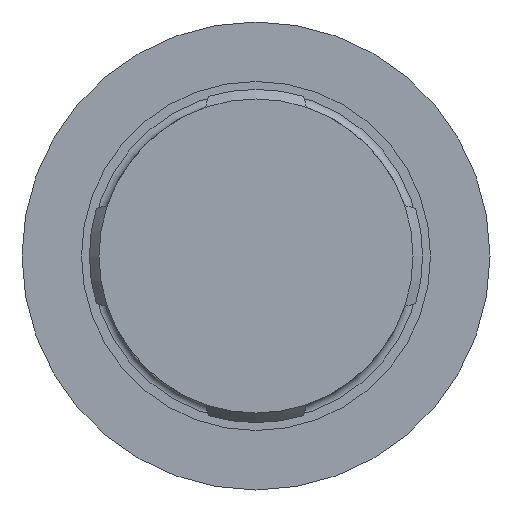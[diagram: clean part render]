
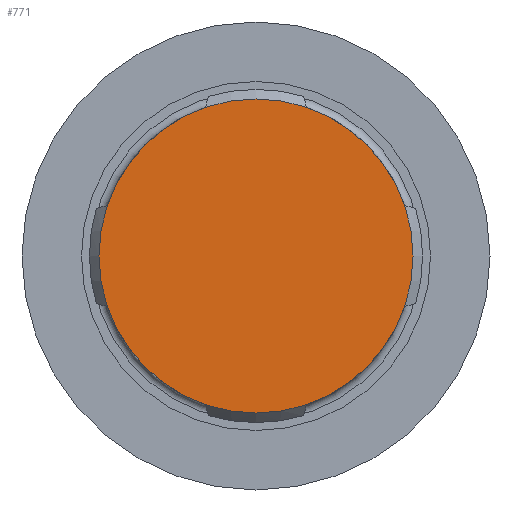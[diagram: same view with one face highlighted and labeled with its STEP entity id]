
A CAD part, front view. The second image highlights one B-rep face of the part: STEP entity #771.
In plain terms, the highlighted face is planar.
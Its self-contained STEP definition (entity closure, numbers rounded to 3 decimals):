
#62=CIRCLE('',#812,9.9);
#63=CIRCLE('',#814,9.9);
#64=CIRCLE('',#816,9.9);
#65=CIRCLE('',#818,9.9);
#77=CIRCLE('',#841,9.9);
#78=CIRCLE('',#842,9.9);
#79=CIRCLE('',#843,9.9);
#80=CIRCLE('',#844,9.9);
#169=ORIENTED_EDGE('',*,*,#268,.T.);
#170=ORIENTED_EDGE('',*,*,#249,.T.);
#171=ORIENTED_EDGE('',*,*,#277,.T.);
#172=ORIENTED_EDGE('',*,*,#246,.T.);
#173=ORIENTED_EDGE('',*,*,#274,.T.);
#174=ORIENTED_EDGE('',*,*,#254,.T.);
#175=ORIENTED_EDGE('',*,*,#271,.T.);
#176=ORIENTED_EDGE('',*,*,#251,.T.);
#246=EDGE_CURVE('',#306,#307,#62,.T.);
#249=EDGE_CURVE('',#308,#309,#63,.T.);
#251=EDGE_CURVE('',#311,#310,#64,.T.);
#254=EDGE_CURVE('',#313,#312,#65,.T.);
#268=EDGE_CURVE('',#310,#308,#77,.T.);
#271=EDGE_CURVE('',#312,#311,#78,.T.);
#274=EDGE_CURVE('',#307,#313,#79,.T.);
#277=EDGE_CURVE('',#309,#306,#80,.T.);
#306=VERTEX_POINT('',#1096);
#307=VERTEX_POINT('',#1101);
#308=VERTEX_POINT('',#1108);
#309=VERTEX_POINT('',#1113);
#310=VERTEX_POINT('',#1120);
#311=VERTEX_POINT('',#1122);
#312=VERTEX_POINT('',#1132);
#313=VERTEX_POINT('',#1134);
#410=EDGE_LOOP('',(#169,#170,#171,#172,#173,#174,#175,#176));
#460=FACE_BOUND('',#410,.T.);
#484=PLANE('',#845);
#771=ADVANCED_FACE('',(#460),#484,.F.);
#812=AXIS2_PLACEMENT_3D('',#1102,#922,#923);
#814=AXIS2_PLACEMENT_3D('',#1114,#926,#927);
#816=AXIS2_PLACEMENT_3D('',#1121,#930,#931);
#818=AXIS2_PLACEMENT_3D('',#1133,#934,#935);
#841=AXIS2_PLACEMENT_3D('',#1173,#981,#982);
#842=AXIS2_PLACEMENT_3D('',#1176,#985,#986);
#843=AXIS2_PLACEMENT_3D('',#1179,#989,#990);
#844=AXIS2_PLACEMENT_3D('',#1182,#993,#994);
#845=AXIS2_PLACEMENT_3D('',#1184,#996,#997);
#922=DIRECTION('',(1.,0.,0.));
#923=DIRECTION('',(0.,0.,-1.));
#926=DIRECTION('',(1.,0.,0.));
#927=DIRECTION('',(0.,0.,-1.));
#930=DIRECTION('',(1.,0.,0.));
#931=DIRECTION('',(0.,0.,-1.));
#934=DIRECTION('',(1.,0.,0.));
#935=DIRECTION('',(0.,0.,-1.));
#981=DIRECTION('',(1.,0.,0.));
#982=DIRECTION('',(0.,0.,-1.));
#985=DIRECTION('',(1.,0.,0.));
#986=DIRECTION('',(0.,0.,-1.));
#989=DIRECTION('',(1.,0.,0.));
#990=DIRECTION('',(0.,0.,-1.));
#993=DIRECTION('',(1.,0.,0.));
#994=DIRECTION('',(0.,0.,-1.));
#996=DIRECTION('',(-1.,0.,0.));
#997=DIRECTION('',(0.,0.,1.));
#1096=CARTESIAN_POINT('',(15.,3.184,9.374));
#1101=CARTESIAN_POINT('',(15.,-3.184,9.374));
#1102=CARTESIAN_POINT('',(15.,0.,0.));
#1108=CARTESIAN_POINT('',(15.,9.374,-3.184));
#1113=CARTESIAN_POINT('',(15.,9.374,3.184));
#1114=CARTESIAN_POINT('',(15.,0.,0.));
#1120=CARTESIAN_POINT('',(15.,3.184,-9.374));
#1121=CARTESIAN_POINT('',(15.,0.,0.));
#1122=CARTESIAN_POINT('',(15.,-3.184,-9.374));
#1132=CARTESIAN_POINT('',(15.,-9.374,-3.184));
#1133=CARTESIAN_POINT('',(15.,0.,0.));
#1134=CARTESIAN_POINT('',(15.,-9.374,3.184));
#1173=CARTESIAN_POINT('',(15.,0.,0.));
#1176=CARTESIAN_POINT('',(15.,0.,0.));
#1179=CARTESIAN_POINT('',(15.,0.,0.));
#1182=CARTESIAN_POINT('',(15.,0.,0.));
#1184=CARTESIAN_POINT('',(15.,9.9,0.));
